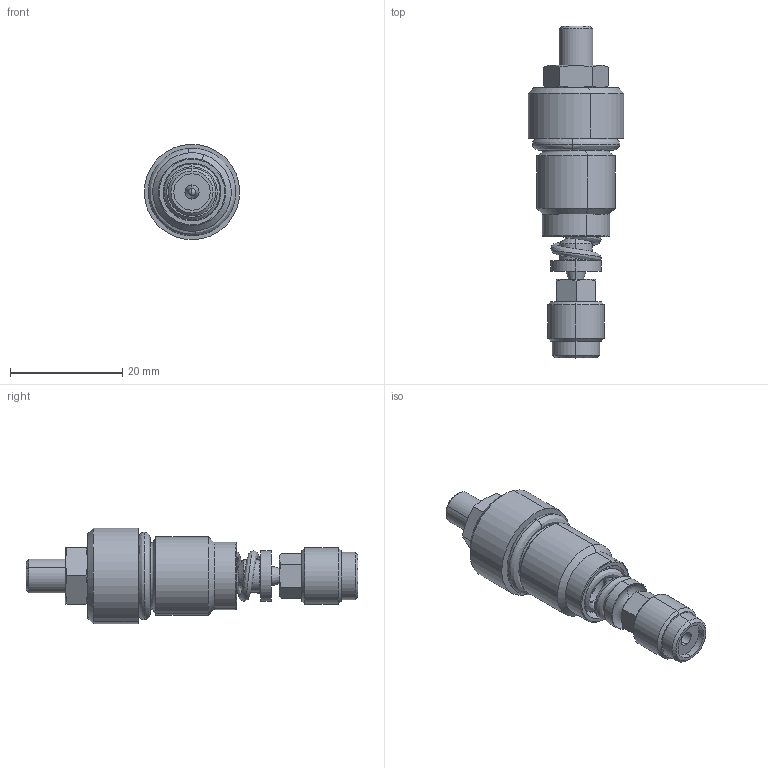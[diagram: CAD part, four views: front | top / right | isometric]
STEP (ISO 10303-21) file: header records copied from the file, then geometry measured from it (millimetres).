
FILE_DESCRIPTION (( 'STEP AP203' ), '1' );
FILE_NAME ('RKVL1130002.step', '2022-09-06T10:42:04', ( '' ), ( '' ), 'SwSTEP 2.0', 'SolidWorks 2019', '' );
FILE_SCHEMA (( 'CONFIG_CONTROL_DESIGN' ));
Length unit declared in the file: millimetre
Products named in the file (1): RKVL1130002
Bounding box: 16.98 x 59.14 x 16.98 mm (x, y, z)
Volume: 5525.8 mm3; surface area: 5177.9 mm2
Topology: 8 solids, 8 shells, 156 faces, 322 edges, 190 vertices
Faces by surface type: plane 51, cone 43, cylinder 36, torus 20, bspline 6
Entity records: 6436 total; most frequent: CARTESIAN_POINT 3036, DIRECTION 747, ORIENTED_EDGE 640, EDGE_CURVE 320, AXIS2_PLACEMENT_3D 309, VERTEX_POINT 190, EDGE_LOOP 174, CIRCLE 158
